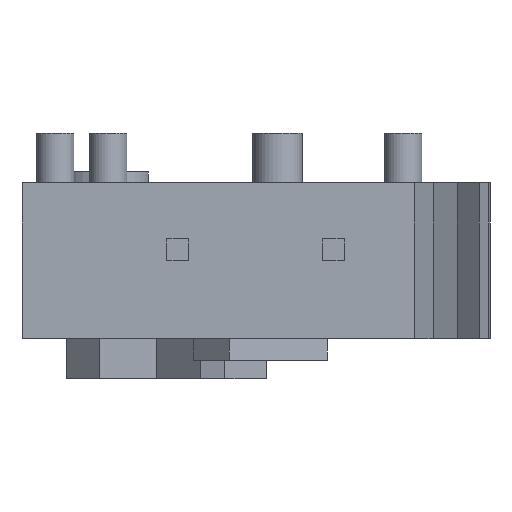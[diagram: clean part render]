
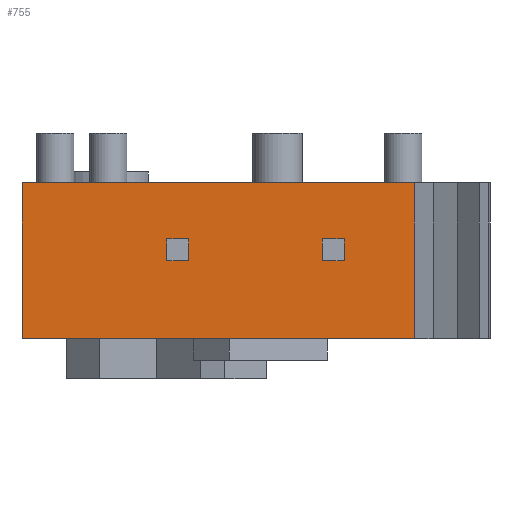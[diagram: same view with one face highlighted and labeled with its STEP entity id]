
A CAD part, front view. The second image highlights one B-rep face of the part: STEP entity #755.
In plain terms, the highlighted planar face has unit normal (0, -1, 0).
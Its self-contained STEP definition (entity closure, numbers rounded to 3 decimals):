
#115 = CARTESIAN_POINT ( 'NONE',  ( 7.6, 0., 5. ) ) ;
#203 = CARTESIAN_POINT ( 'NONE',  ( -0.35, 0., 3.2 ) ) ;
#231 = DIRECTION ( 'NONE',  ( 0., 0., -1. ) ) ;
#244 = CARTESIAN_POINT ( 'NONE',  ( 0.35, 0., 3.2 ) ) ;
#245 = CARTESIAN_POINT ( 'NONE',  ( 4.65, 0., 3.2 ) ) ;
#248 = ORIENTED_EDGE ( 'NONE', *, *, #2576, .F. ) ;
#322 = ORIENTED_EDGE ( 'NONE', *, *, #1430, .F. ) ;
#352 = EDGE_CURVE ( 'NONE', #669, #1102, #677, .T. ) ;
#372 = CARTESIAN_POINT ( 'NONE',  ( 4.65, 0., 2.5 ) ) ;
#384 = VERTEX_POINT ( 'NONE', #244 ) ;
#388 = ORIENTED_EDGE ( 'NONE', *, *, #2322, .F. ) ;
#400 = LINE ( 'NONE', #1557, #2864 ) ;
#407 = EDGE_CURVE ( 'NONE', #1974, #773, #1556, .T. ) ;
#416 = VECTOR ( 'NONE', #1010, 1000. ) ;
#418 = VECTOR ( 'NONE', #1708, 1000. ) ;
#423 = LINE ( 'NONE', #203, #2474 ) ;
#474 = LINE ( 'NONE', #1578, #2429 ) ;
#488 = DIRECTION ( 'NONE',  ( 1., 0., 0. ) ) ;
#499 = VECTOR ( 'NONE', #231, 1000. ) ;
#520 = CARTESIAN_POINT ( 'NONE',  ( -5., 0., 5. ) ) ;
#538 = DIRECTION ( 'NONE',  ( 0., 0., 1. ) ) ;
#596 = VECTOR ( 'NONE', #488, 1000. ) ;
#652 = VERTEX_POINT ( 'NONE', #1511 ) ;
#669 = VERTEX_POINT ( 'NONE', #372 ) ;
#677 = LINE ( 'NONE', #2266, #1579 ) ;
#695 = DIRECTION ( 'NONE',  ( 1., 0., 0. ) ) ;
#704 = EDGE_CURVE ( 'NONE', #652, #1983, #2318, .T. ) ;
#710 = EDGE_LOOP ( 'NONE', ( #1376, #1283, #2009, #2420 ) ) ;
#750 = CARTESIAN_POINT ( 'NONE',  ( -0.35, 0., 2.5 ) ) ;
#755 = ADVANCED_FACE ( 'NONE', ( #983, #1879, #2781 ), #1657, .F. ) ;
#756 = ORIENTED_EDGE ( 'NONE', *, *, #1570, .F. ) ;
#773 = VERTEX_POINT ( 'NONE', #245 ) ;
#800 = LINE ( 'NONE', #1069, #2283 ) ;
#840 = LINE ( 'NONE', #1736, #1914 ) ;
#841 = EDGE_CURVE ( 'NONE', #1504, #652, #474, .T. ) ;
#848 = EDGE_LOOP ( 'NONE', ( #2834, #756, #248, #1243 ) ) ;
#899 = DIRECTION ( 'NONE',  ( 1., 0., 0. ) ) ;
#983 = FACE_BOUND ( 'NONE', #710, .T. ) ;
#997 = DIRECTION ( 'NONE',  ( 0., 1., 0. ) ) ;
#1010 = DIRECTION ( 'NONE',  ( 0., 0., -1. ) ) ;
#1069 = CARTESIAN_POINT ( 'NONE',  ( 5.35, 0., 3.2 ) ) ;
#1086 = LINE ( 'NONE', #1476, #418 ) ;
#1093 = EDGE_CURVE ( 'NONE', #1521, #384, #1086, .T. ) ;
#1102 = VERTEX_POINT ( 'NONE', #2405 ) ;
#1111 = ORIENTED_EDGE ( 'NONE', *, *, #1093, .F. ) ;
#1195 = LINE ( 'NONE', #2106, #596 ) ;
#1243 = ORIENTED_EDGE ( 'NONE', *, *, #704, .F. ) ;
#1270 = ORIENTED_EDGE ( 'NONE', *, *, #2653, .F. ) ;
#1283 = ORIENTED_EDGE ( 'NONE', *, *, #407, .F. ) ;
#1340 = CARTESIAN_POINT ( 'NONE',  ( 4.65, 0., 2.5 ) ) ;
#1376 = ORIENTED_EDGE ( 'NONE', *, *, #2619, .F. ) ;
#1383 = DIRECTION ( 'NONE',  ( -1., 0., 0. ) ) ;
#1411 = CARTESIAN_POINT ( 'NONE',  ( -5., 0., 0. ) ) ;
#1430 = EDGE_CURVE ( 'NONE', #1571, #2392, #840, .T. ) ;
#1445 = VECTOR ( 'NONE', #1945, 1000. ) ;
#1464 = DIRECTION ( 'NONE',  ( 0., 0., 1. ) ) ;
#1476 = CARTESIAN_POINT ( 'NONE',  ( 0.35, 0., 3.2 ) ) ;
#1504 = VERTEX_POINT ( 'NONE', #520 ) ;
#1511 = CARTESIAN_POINT ( 'NONE',  ( 7.6, 0., 5. ) ) ;
#1521 = VERTEX_POINT ( 'NONE', #1921 ) ;
#1556 = LINE ( 'NONE', #1782, #1719 ) ;
#1557 = CARTESIAN_POINT ( 'NONE',  ( -5., 0., 5. ) ) ;
#1564 = DIRECTION ( 'NONE',  ( -1., 0., 0. ) ) ;
#1570 = EDGE_CURVE ( 'NONE', #2230, #1504, #400, .T. ) ;
#1571 = VERTEX_POINT ( 'NONE', #2449 ) ;
#1578 = CARTESIAN_POINT ( 'NONE',  ( 9.529, 0., 5. ) ) ;
#1579 = VECTOR ( 'NONE', #899, 1000. ) ;
#1657 = PLANE ( 'NONE',  #2859 ) ;
#1696 = CARTESIAN_POINT ( 'NONE',  ( -5., 0., 0. ) ) ;
#1708 = DIRECTION ( 'NONE',  ( 0., 0., 1. ) ) ;
#1719 = VECTOR ( 'NONE', #1383, 1000. ) ;
#1736 = CARTESIAN_POINT ( 'NONE',  ( -0.35, 0., 2.5 ) ) ;
#1782 = CARTESIAN_POINT ( 'NONE',  ( 4.65, 0., 3.2 ) ) ;
#1873 = DIRECTION ( 'NONE',  ( 0., 0., -1. ) ) ;
#1879 = FACE_BOUND ( 'NONE', #2193, .T. ) ;
#1881 = CARTESIAN_POINT ( 'NONE',  ( 5.35, 0., 3.2 ) ) ;
#1914 = VECTOR ( 'NONE', #1873, 1000. ) ;
#1921 = CARTESIAN_POINT ( 'NONE',  ( 0.35, 0., 2.5 ) ) ;
#1945 = DIRECTION ( 'NONE',  ( -1., 0., 0. ) ) ;
#1974 = VERTEX_POINT ( 'NONE', #1881 ) ;
#1983 = VERTEX_POINT ( 'NONE', #2784 ) ;
#2009 = ORIENTED_EDGE ( 'NONE', *, *, #2488, .F. ) ;
#2027 = LINE ( 'NONE', #1340, #499 ) ;
#2106 = CARTESIAN_POINT ( 'NONE',  ( -5., 0., 2.5 ) ) ;
#2122 = LINE ( 'NONE', #1696, #1445 ) ;
#2193 = EDGE_LOOP ( 'NONE', ( #322, #1270, #1111, #388 ) ) ;
#2230 = VERTEX_POINT ( 'NONE', #1411 ) ;
#2266 = CARTESIAN_POINT ( 'NONE',  ( -5., 0., 2.5 ) ) ;
#2283 = VECTOR ( 'NONE', #1464, 1000. ) ;
#2318 = LINE ( 'NONE', #115, #416 ) ;
#2322 = EDGE_CURVE ( 'NONE', #2392, #1521, #1195, .T. ) ;
#2392 = VERTEX_POINT ( 'NONE', #750 ) ;
#2405 = CARTESIAN_POINT ( 'NONE',  ( 5.35, 0., 2.5 ) ) ;
#2420 = ORIENTED_EDGE ( 'NONE', *, *, #352, .F. ) ;
#2429 = VECTOR ( 'NONE', #695, 1000. ) ;
#2449 = CARTESIAN_POINT ( 'NONE',  ( -0.35, 0., 3.2 ) ) ;
#2474 = VECTOR ( 'NONE', #1564, 1000. ) ;
#2488 = EDGE_CURVE ( 'NONE', #1102, #1974, #800, .T. ) ;
#2554 = CARTESIAN_POINT ( 'NONE',  ( -5., 0., 5. ) ) ;
#2576 = EDGE_CURVE ( 'NONE', #1983, #2230, #2122, .T. ) ;
#2619 = EDGE_CURVE ( 'NONE', #773, #669, #2027, .T. ) ;
#2633 = DIRECTION ( 'NONE',  ( 0., 0., 1. ) ) ;
#2653 = EDGE_CURVE ( 'NONE', #384, #1571, #423, .T. ) ;
#2781 = FACE_OUTER_BOUND ( 'NONE', #848, .T. ) ;
#2784 = CARTESIAN_POINT ( 'NONE',  ( 7.6, 0., 0. ) ) ;
#2834 = ORIENTED_EDGE ( 'NONE', *, *, #841, .F. ) ;
#2859 = AXIS2_PLACEMENT_3D ( 'NONE', #2554, #997, #538 ) ;
#2864 = VECTOR ( 'NONE', #2633, 1000. ) ;
